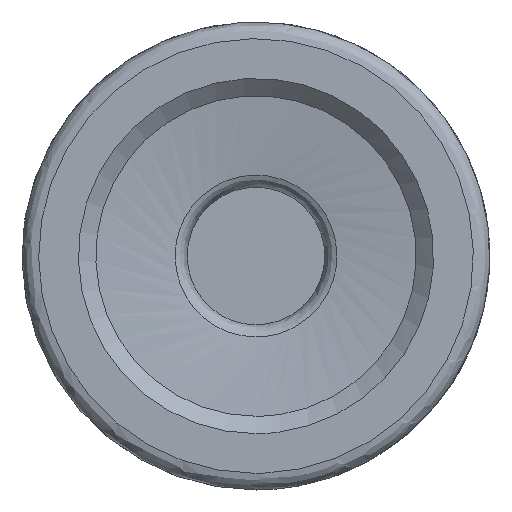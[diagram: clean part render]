
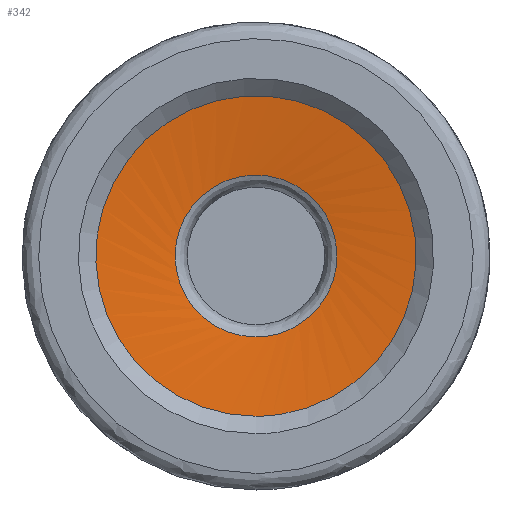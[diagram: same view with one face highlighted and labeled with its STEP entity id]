
A CAD part, left-side view. The second image highlights one B-rep face of the part: STEP entity #342.
In plain terms, the highlighted face is a revolution surface.
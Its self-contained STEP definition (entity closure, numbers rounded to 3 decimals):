
#30=LINE('',#915,#38);
#38=VECTOR('',#775,4.127);
#50=SURFACE_OF_REVOLUTION('',#30,#62);
#62=AXIS1_PLACEMENT('',#916,#776);
#306=FACE_BOUND('',#413,.T.);
#307=FACE_BOUND('',#414,.T.);
#342=ADVANCED_FACE('',(#306,#307),#50,.T.);
#413=EDGE_LOOP('',(#479));
#414=EDGE_LOOP('',(#480));
#479=ORIENTED_EDGE('',*,*,#548,.F.);
#480=ORIENTED_EDGE('',*,*,#547,.T.);
#514=VERTEX_POINT('',#910);
#515=VERTEX_POINT('',#914);
#547=EDGE_CURVE('',#514,#514,#580,.T.);
#548=EDGE_CURVE('',#515,#515,#581,.T.);
#580=CIRCLE('',#638,3.632);
#581=CIRCLE('',#640,7.19);
#638=AXIS2_PLACEMENT_3D('',#909,#768,#769);
#640=AXIS2_PLACEMENT_3D('',#913,#773,#774);
#768=DIRECTION('',(1.,0.,0.));
#769=DIRECTION('',(0.,0.,-1.));
#773=DIRECTION('',(1.,0.,0.));
#774=DIRECTION('',(0.,0.,-1.));
#775=DIRECTION('',(-0.115,-0.964,-0.238));
#776=DIRECTION('',(1.,0.,0.));
#909=CARTESIAN_POINT('',(1.139,0.,0.));
#910=CARTESIAN_POINT('',(1.139,0.,-3.632));
#913=CARTESIAN_POINT('',(0.664,0.,0.));
#914=CARTESIAN_POINT('',(0.664,0.,-7.19));
#915=CARTESIAN_POINT('',(1.139,-3.165,1.78));
#916=CARTESIAN_POINT('',(0.,0.,0.));
